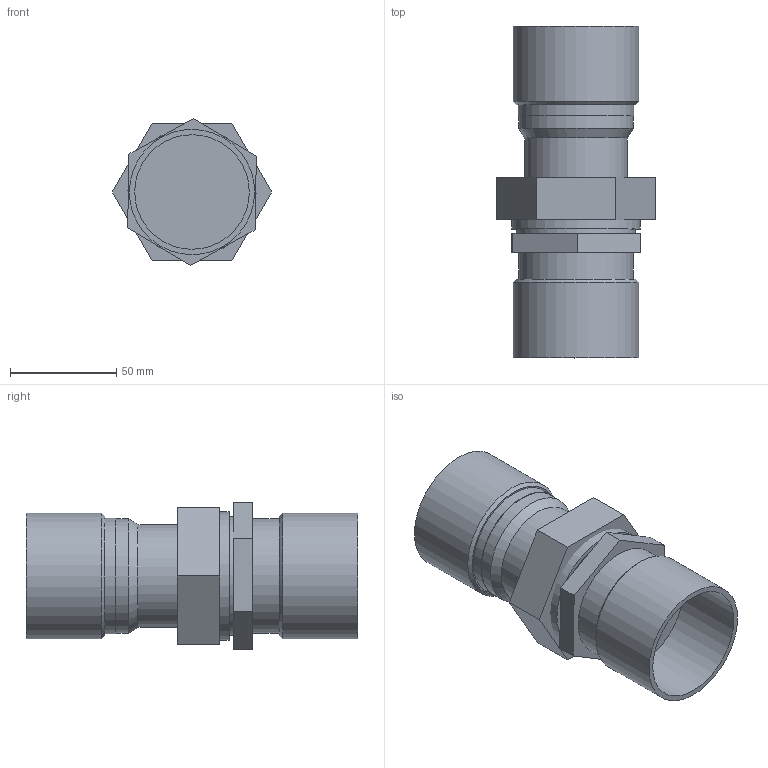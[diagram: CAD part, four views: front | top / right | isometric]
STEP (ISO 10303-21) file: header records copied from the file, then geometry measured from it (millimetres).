
FILE_DESCRIPTION(/* description */ ('Unknown'),/* implementation_level */ '2;1');
FILE_NAME(/* name */ 'F46DN54',/* time_stamp */ '2016-07-07T17:01:27+02:00',/* author */ ('Unknown'),/* organization */ ('Unknown'),/* preprocessor_version */ 'ST-DEVELOPER v16',/* originating_system */ 'DEX',/* authorisation */ $);
FILE_SCHEMA (('AUTOMOTIVE_DESIGN {1 0 10303 214 3 1 1}'));
Length unit declared in the file: millimetre
Products named in the file (5): F46DN54; F45R2DN54; LOCA2_54GEN; TUERCA2_54GEN; UNIONCUELLODN54gen
Assembly tree (4 placements, depth 3):
  F46DN54
    F45R2DN54
      LOCA2_54GEN
      TUERCA2_54GEN
    UNIONCUELLODN54gen
Bounding box: 75.06 x 156.3 x 69.27 mm (x, y, z)
Volume: 148471.9 mm3; surface area: 75257.7 mm2
Topology: 3 solids, 3 shells, 54 faces, 109 edges, 74 vertices
Faces by surface type: plane 31, cylinder 18, cone 5
Full cylindrical faces by diameter (mm): 44.984 x1, 45 x1, 48.5 x1, 48.7 x1, 51 x2, 54 x4, 54.5 x1, 55 x1, 56 x1, 56.656 x2, 59 x2, 60.325 x1
Entity records: 1563 total; most frequent: DIRECTION 230, CARTESIAN_POINT 195, ORIENTED_EDGE 148, AXIS2_PLACEMENT_3D 97, EDGE_LOOP 92, FACE_BOUND 92, EDGE_CURVE 74, VERTEX_POINT 62
